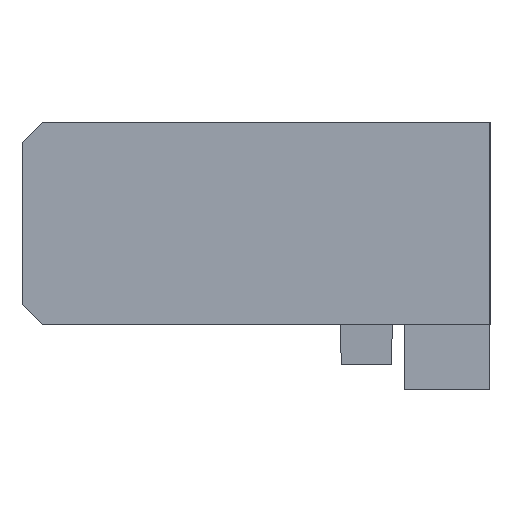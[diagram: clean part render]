
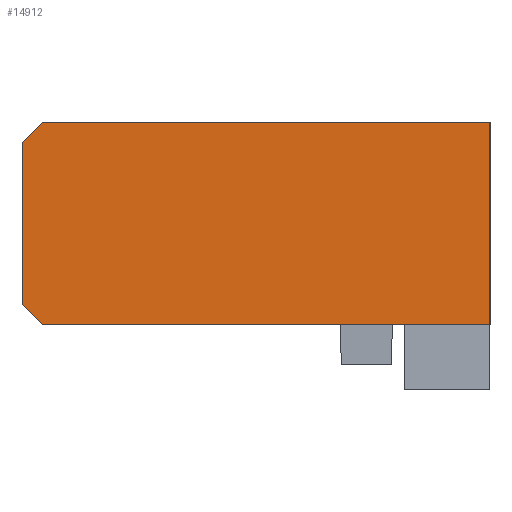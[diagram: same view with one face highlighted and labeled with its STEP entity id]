
A CAD part, left-side view. The second image highlights one B-rep face of the part: STEP entity #14912.
In plain terms, the highlighted planar face has unit normal (-1, 0, 0).
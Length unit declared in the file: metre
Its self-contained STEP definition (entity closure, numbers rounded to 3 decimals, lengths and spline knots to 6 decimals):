
#8372=DIRECTION('',(0.,1.,0.));
#8373=VECTOR('',#8372,0.0896);
#8374=CARTESIAN_POINT('',(-0.052992,-0.025069,
-0.039643));
#8375=LINE('',#8374,#8373);
#9176=DIRECTION('',(0.,0.,1.));
#9177=VECTOR('',#9176,0.03245);
#9178=CARTESIAN_POINT('',(-0.052992,0.068531,
-0.035643));
#9179=LINE('',#9178,#9177);
#10683=DIRECTION('',(0.,-1.,0.));
#10684=VECTOR('',#10683,0.0896);
#10685=CARTESIAN_POINT('',(-0.052992,0.064531,
0.000807));
#10686=LINE('',#10685,#10684);
#10774=DIRECTION('',(0.,0.707,-0.707));
#10775=VECTOR('',#10774,0.005657);
#10776=CARTESIAN_POINT('',(-0.052992,0.064531,
0.000807));
#10777=LINE('',#10776,#10775);
#10781=DIRECTION('',(0.,0.,1.));
#10782=VECTOR('',#10781,0.04045);
#10783=CARTESIAN_POINT('',(-0.052992,-0.025069,
-0.039643));
#10784=LINE('',#10783,#10782);
#10788=DIRECTION('',(0.,-0.707,-0.707));
#10789=VECTOR('',#10788,0.005657);
#10790=CARTESIAN_POINT('',(-0.052992,0.068531,
-0.035643));
#10791=LINE('',#10790,#10789);
#12098=CARTESIAN_POINT('',(-0.052992,-0.025069,
-0.039643));
#12099=CARTESIAN_POINT('',(-0.052992,0.064531,
-0.039643));
#12100=VERTEX_POINT('',#12098);
#12101=VERTEX_POINT('',#12099);
#12102=CARTESIAN_POINT('',(-0.052992,0.064531,
0.000807));
#12103=CARTESIAN_POINT('',(-0.052992,-0.025069,
0.000807));
#12104=VERTEX_POINT('',#12102);
#12105=VERTEX_POINT('',#12103);
#12116=CARTESIAN_POINT('',(-0.052992,0.068531,
-0.035643));
#12117=CARTESIAN_POINT('',(-0.052992,0.068531,
-0.003193));
#12118=VERTEX_POINT('',#12116);
#12119=VERTEX_POINT('',#12117);
#14898=CARTESIAN_POINT('',(-0.052992,0.068531,
0.000807));
#14899=DIRECTION('',(1.,0.,0.));
#14900=DIRECTION('',(0.,0.,-1.));
#14901=AXIS2_PLACEMENT_3D('',#14898,#14899,#14900);
#14902=PLANE('',#14901);
#14903=ORIENTED_EDGE('',*,*,#13189,.T.);
#14904=ORIENTED_EDGE('',*,*,#14885,.F.);
#14905=ORIENTED_EDGE('',*,*,#14772,.T.);
#14906=ORIENTED_EDGE('',*,*,#12706,.F.);
#14907=ORIENTED_EDGE('',*,*,#12476,.T.);
#14909=ORIENTED_EDGE('',*,*,#14908,.F.);
#14910=EDGE_LOOP('',(#14903,#14904,#14905,#14906,#14907,#14909));
#14911=FACE_OUTER_BOUND('',#14910,.F.);
#12476=EDGE_CURVE('',#12100,#12101,#8375,.T.);
#12706=EDGE_CURVE('',#12100,#12105,#10784,.T.);
#13189=EDGE_CURVE('',#12118,#12119,#9179,.T.);
#14772=EDGE_CURVE('',#12104,#12105,#10686,.T.);
#14885=EDGE_CURVE('',#12104,#12119,#10777,.T.);
#14908=EDGE_CURVE('',#12118,#12101,#10791,.T.);
#14912=ADVANCED_FACE('',(#14911),#14902,.F.);
